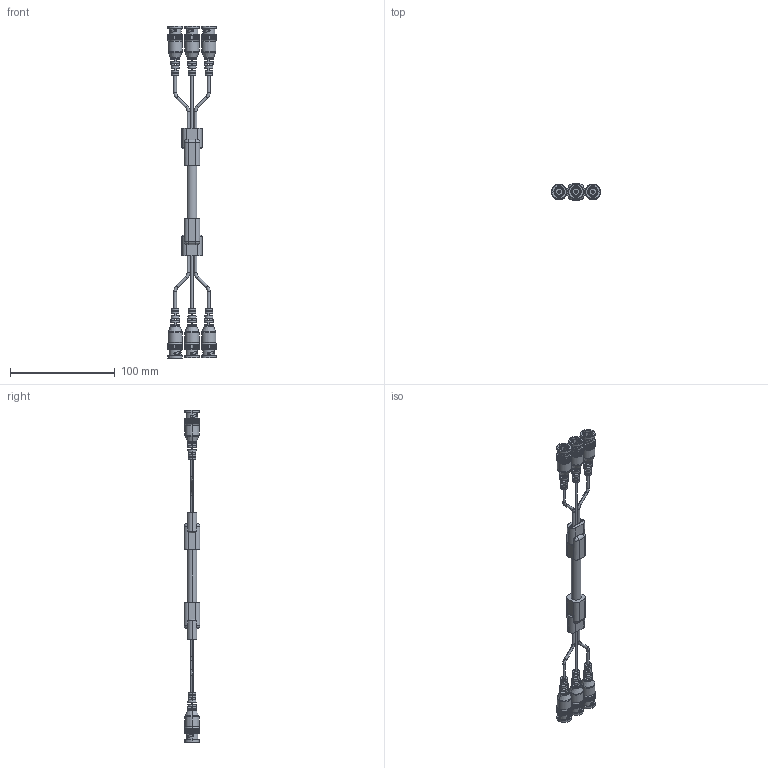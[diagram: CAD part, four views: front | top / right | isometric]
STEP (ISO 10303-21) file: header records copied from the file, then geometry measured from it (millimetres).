
FILE_DESCRIPTION (( 'STEP AP214' ), '1' );
FILE_NAME ('CTL3B.STEP', '2006-10-20T14:38:19', ( 'X' ), ( 'L-COM' ), 'SwSTEP 2.0', 'SolidWorks 2006052', '' );
FILE_SCHEMA (( 'AUTOMOTIVE_DESIGN' ));
Length unit declared in the file: inch
Products named in the file (5): BAC836B-87_WITH HEAT SHRINK; MTN-056; CTL3B-5B-MA1_three legs without ferrite bead; CTL3B; CTL5CAT-3B-MA1
Assembly tree (9 placements, depth 3):
  CTL3B
    CTL5CAT-3B-MA1  x6
      BAC836B-87_WITH HEAT SHRINK
      MTN-056
    CTL3B-5B-MA1_three legs without ferrite bead
Bounding box: 46.74 x 15.24 x 317.6 mm (x, y, z)
Volume: 41434.5 mm3; surface area: 33561.1 mm2
Topology: 13 solids, 13 shells, 2630 faces, 7430 edges, 4874 vertices
Faces by surface type: plane 1382, cylinder 1006, torus 114, bspline 92, cone 24, sphere 12
Entity records: 27352 total; most frequent: CARTESIAN_POINT 11514, DIRECTION 3203, ORIENTED_EDGE 3162, EDGE_CURVE 1581, AXIS2_PLACEMENT_3D 1188, VERTEX_POINT 1017, VECTOR 827, LINE 827
